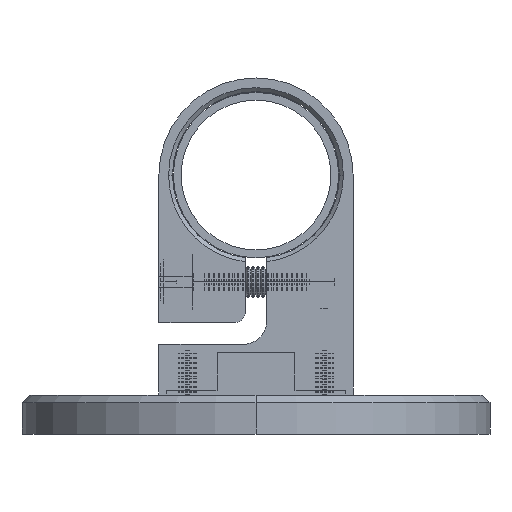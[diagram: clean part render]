
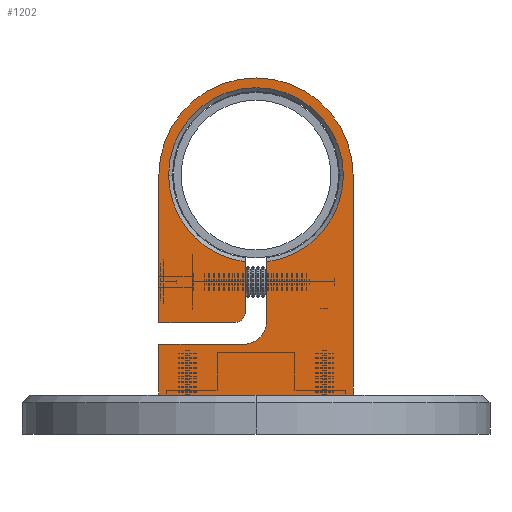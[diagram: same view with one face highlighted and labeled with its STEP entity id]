
A CAD part, front view. The second image highlights one B-rep face of the part: STEP entity #1202.
In plain terms, the highlighted face is planar.
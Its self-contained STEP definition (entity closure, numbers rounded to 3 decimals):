
#60 = ORIENTED_EDGE ( 'NONE', *, *, #7297, .T. ) ;
#281 = VERTEX_POINT ( 'NONE', #7380 ) ;
#716 = CARTESIAN_POINT ( 'NONE',  ( 8., 56.4, 24.9 ) ) ;
#897 = CARTESIAN_POINT ( 'NONE',  ( 8., 13., 3.25 ) ) ;
#1009 = DIRECTION ( 'NONE',  ( 0., 1., 0. ) ) ;
#1112 = PLANE ( 'NONE',  #6917 ) ;
#1197 = DIRECTION ( 'NONE',  ( 1., 0., 0. ) ) ;
#1202 = ADVANCED_FACE ( 'NONE', ( #20530 ), #1112, .T. ) ;
#1205 = AXIS2_PLACEMENT_3D ( 'NONE', #15379, #17437, #19171 ) ;
#1442 = CIRCLE ( 'NONE', #15975, 6. ) ;
#1696 = VERTEX_POINT ( 'NONE', #10579 ) ;
#1966 = LINE ( 'NONE', #18312, #7955 ) ;
#2240 = LINE ( 'NONE', #17448, #6751 ) ;
#2330 = CIRCLE ( 'NONE', #1205, 3. ) ;
#2355 = LINE ( 'NONE', #6023, #14933 ) ;
#2437 = DIRECTION ( 'NONE',  ( 0., 0., -1. ) ) ;
#2822 = CARTESIAN_POINT ( 'NONE',  ( 8., 34.169, 2.75 ) ) ;
#3003 = CARTESIAN_POINT ( 'NONE',  ( 8., 56.4, 0. ) ) ;
#3343 = DIRECTION ( 'NONE',  ( 0., 0., -1. ) ) ;
#3623 = ORIENTED_EDGE ( 'NONE', *, *, #14299, .F. ) ;
#3927 = DIRECTION ( 'NONE',  ( 0., 0., 1. ) ) ;
#4041 = AXIS2_PLACEMENT_3D ( 'NONE', #18307, #8845, #12662 ) ;
#4061 = DIRECTION ( 'NONE',  ( 1., 0., 0. ) ) ;
#4065 = VERTEX_POINT ( 'NONE', #2822 ) ;
#4525 = EDGE_LOOP ( 'NONE', ( #3623, #22528, #60, #17616, #14442, #13863, #12441, #6384, #9831, #13896, #22704, #19438, #16333, #24200 ) ) ;
#4652 = VERTEX_POINT ( 'NONE', #17394 ) ;
#4745 = DIRECTION ( 'NONE',  ( 0., 0., -1. ) ) ;
#5010 = DIRECTION ( 'NONE',  ( 0., 0., -1. ) ) ;
#5124 = EDGE_CURVE ( 'NONE', #4652, #1696, #19896, .T. ) ;
#5148 = VERTEX_POINT ( 'NONE', #15189 ) ;
#5256 = DIRECTION ( 'NONE',  ( 0., 0., -1. ) ) ;
#5436 = EDGE_CURVE ( 'NONE', #24665, #16656, #14271, .T. ) ;
#5671 = VECTOR ( 'NONE', #5010, 1000. ) ;
#6023 = CARTESIAN_POINT ( 'NONE',  ( 8., 18.5, 5.75 ) ) ;
#6072 = AXIS2_PLACEMENT_3D ( 'NONE', #16114, #14267, #4745 ) ;
#6148 = CARTESIAN_POINT ( 'NONE',  ( 8., 19., 3.25 ) ) ;
#6384 = ORIENTED_EDGE ( 'NONE', *, *, #5124, .T. ) ;
#6605 = CARTESIAN_POINT ( 'NONE',  ( 8., 0., -24.9 ) ) ;
#6751 = VECTOR ( 'NONE', #10033, 1000. ) ;
#6780 = VERTEX_POINT ( 'NONE', #21519 ) ;
#6917 = AXIS2_PLACEMENT_3D ( 'NONE', #3003, #1197, #3343 ) ;
#6977 = CARTESIAN_POINT ( 'NONE',  ( 8., 56.4, -24.9 ) ) ;
#7091 = VECTOR ( 'NONE', #21676, 1000. ) ;
#7297 = EDGE_CURVE ( 'NONE', #7888, #281, #17746, .T. ) ;
#7380 = CARTESIAN_POINT ( 'NONE',  ( 8., 56.4, -22.4 ) ) ;
#7888 = VERTEX_POINT ( 'NONE', #15482 ) ;
#7955 = VECTOR ( 'NONE', #1009, 1000. ) ;
#8438 = DIRECTION ( 'NONE',  ( 0., 0., -1. ) ) ;
#8845 = DIRECTION ( 'NONE',  ( -1., 0., 0. ) ) ;
#8925 = LINE ( 'NONE', #10864, #5671 ) ;
#9225 = EDGE_CURVE ( 'NONE', #15784, #21241, #2240, .T. ) ;
#9437 = CARTESIAN_POINT ( 'NONE',  ( 8., 56.4, 24.9 ) ) ;
#9831 = ORIENTED_EDGE ( 'NONE', *, *, #17454, .T. ) ;
#10033 = DIRECTION ( 'NONE',  ( 0., -1., 0. ) ) ;
#10086 = EDGE_CURVE ( 'NONE', #281, #23048, #19787, .T. ) ;
#10447 = LINE ( 'NONE', #12173, #11653 ) ;
#10579 = CARTESIAN_POINT ( 'NONE',  ( 8., 0., 24.9 ) ) ;
#10864 = CARTESIAN_POINT ( 'NONE',  ( 8., 0., 24.9 ) ) ;
#11653 = VECTOR ( 'NONE', #8438, 1000. ) ;
#11965 = CARTESIAN_POINT ( 'NONE',  ( 8., 56.4, 0. ) ) ;
#12068 = AXIS2_PLACEMENT_3D ( 'NONE', #24125, #20304, #5256 ) ;
#12124 = CARTESIAN_POINT ( 'NONE',  ( 8., 34.169, -2.75 ) ) ;
#12173 = CARTESIAN_POINT ( 'NONE',  ( 8., 13., 24.9 ) ) ;
#12441 = ORIENTED_EDGE ( 'NONE', *, *, #15992, .F. ) ;
#12662 = DIRECTION ( 'NONE',  ( 0., 0., -1. ) ) ;
#13863 = ORIENTED_EDGE ( 'NONE', *, *, #21709, .F. ) ;
#13884 = DIRECTION ( 'NONE',  ( -1., 0., 0. ) ) ;
#13896 = ORIENTED_EDGE ( 'NONE', *, *, #5436, .T. ) ;
#14169 = AXIS2_PLACEMENT_3D ( 'NONE', #11965, #13884, #2437 ) ;
#14267 = DIRECTION ( 'NONE',  ( -1., 0., 0. ) ) ;
#14271 = LINE ( 'NONE', #22363, #24050 ) ;
#14275 = VERTEX_POINT ( 'NONE', #15564 ) ;
#14299 = EDGE_CURVE ( 'NONE', #4065, #6780, #15748, .T. ) ;
#14442 = ORIENTED_EDGE ( 'NONE', *, *, #14576, .F. ) ;
#14576 = EDGE_CURVE ( 'NONE', #5148, #23048, #1966, .T. ) ;
#14933 = VECTOR ( 'NONE', #3927, 1000. ) ;
#15141 = EDGE_CURVE ( 'NONE', #4065, #7888, #19252, .T. ) ;
#15189 = CARTESIAN_POINT ( 'NONE',  ( 8., 19., -2.75 ) ) ;
#15379 = CARTESIAN_POINT ( 'NONE',  ( 8., 21.5, 5.75 ) ) ;
#15482 = CARTESIAN_POINT ( 'NONE',  ( 8., 56.4, 22.4 ) ) ;
#15564 = CARTESIAN_POINT ( 'NONE',  ( 8., 18.5, 5.75 ) ) ;
#15748 = LINE ( 'NONE', #23661, #7091 ) ;
#15784 = VERTEX_POINT ( 'NONE', #716 ) ;
#15796 = VECTOR ( 'NONE', #18840, 1000. ) ;
#15975 = AXIS2_PLACEMENT_3D ( 'NONE', #6148, #4061, #23256 ) ;
#15992 = EDGE_CURVE ( 'NONE', #4652, #16209, #10447, .T. ) ;
#16114 = CARTESIAN_POINT ( 'NONE',  ( 8., 56.4, 0. ) ) ;
#16209 = VERTEX_POINT ( 'NONE', #897 ) ;
#16333 = ORIENTED_EDGE ( 'NONE', *, *, #21311, .F. ) ;
#16656 = VERTEX_POINT ( 'NONE', #6977 ) ;
#17204 = EDGE_CURVE ( 'NONE', #6780, #14275, #2330, .T. ) ;
#17394 = CARTESIAN_POINT ( 'NONE',  ( 8., 13., 24.9 ) ) ;
#17437 = DIRECTION ( 'NONE',  ( -1., 0., 0. ) ) ;
#17448 = CARTESIAN_POINT ( 'NONE',  ( 8., 56.4, 24.9 ) ) ;
#17454 = EDGE_CURVE ( 'NONE', #1696, #24665, #8925, .T. ) ;
#17616 = ORIENTED_EDGE ( 'NONE', *, *, #10086, .T. ) ;
#17746 = CIRCLE ( 'NONE', #6072, 22.4 ) ;
#18307 = CARTESIAN_POINT ( 'NONE',  ( 8., 56.4, 0. ) ) ;
#18312 = CARTESIAN_POINT ( 'NONE',  ( 8., 19., -2.75 ) ) ;
#18348 = EDGE_CURVE ( 'NONE', #16656, #15784, #21095, .T. ) ;
#18840 = DIRECTION ( 'NONE',  ( 0., -1., 0. ) ) ;
#19171 = DIRECTION ( 'NONE',  ( 0., 0., 1. ) ) ;
#19245 = CARTESIAN_POINT ( 'NONE',  ( 8., 18.5, 24.9 ) ) ;
#19252 = CIRCLE ( 'NONE', #4041, 22.4 ) ;
#19438 = ORIENTED_EDGE ( 'NONE', *, *, #9225, .T. ) ;
#19787 = CIRCLE ( 'NONE', #14169, 22.4 ) ;
#19896 = LINE ( 'NONE', #9437, #15796 ) ;
#20304 = DIRECTION ( 'NONE',  ( 1., 0., 0. ) ) ;
#20530 = FACE_OUTER_BOUND ( 'NONE', #4525, .T. ) ;
#21095 = CIRCLE ( 'NONE', #12068, 24.9 ) ;
#21241 = VERTEX_POINT ( 'NONE', #19245 ) ;
#21311 = EDGE_CURVE ( 'NONE', #14275, #21241, #2355, .T. ) ;
#21519 = CARTESIAN_POINT ( 'NONE',  ( 8., 21.5, 2.75 ) ) ;
#21676 = DIRECTION ( 'NONE',  ( 0., -1., 0. ) ) ;
#21709 = EDGE_CURVE ( 'NONE', #16209, #5148, #1442, .T. ) ;
#22363 = CARTESIAN_POINT ( 'NONE',  ( 8., 0., -24.9 ) ) ;
#22444 = DIRECTION ( 'NONE',  ( 0., 1., 0. ) ) ;
#22528 = ORIENTED_EDGE ( 'NONE', *, *, #15141, .T. ) ;
#22704 = ORIENTED_EDGE ( 'NONE', *, *, #18348, .T. ) ;
#23048 = VERTEX_POINT ( 'NONE', #12124 ) ;
#23256 = DIRECTION ( 'NONE',  ( 0., 0., -1. ) ) ;
#23661 = CARTESIAN_POINT ( 'NONE',  ( 8., 35.177, 2.75 ) ) ;
#24050 = VECTOR ( 'NONE', #22444, 1000. ) ;
#24125 = CARTESIAN_POINT ( 'NONE',  ( 8., 56.4, 0. ) ) ;
#24200 = ORIENTED_EDGE ( 'NONE', *, *, #17204, .F. ) ;
#24665 = VERTEX_POINT ( 'NONE', #6605 ) ;
